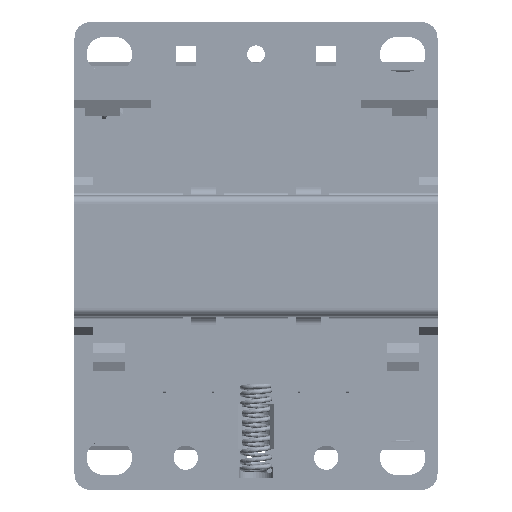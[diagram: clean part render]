
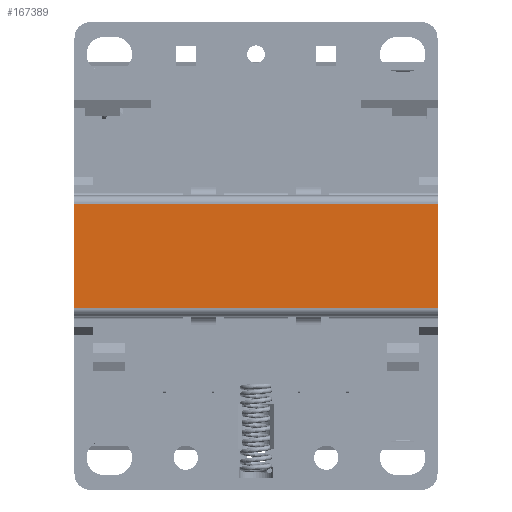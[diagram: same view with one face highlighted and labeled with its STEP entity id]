
A CAD part, front view. The second image highlights one B-rep face of the part: STEP entity #167389.
In plain terms, the highlighted planar face has unit normal (0, -1, 0).
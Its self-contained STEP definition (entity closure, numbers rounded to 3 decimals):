
#5384=DIRECTION('',(0.,0.,1.));
#5385=VECTOR('',#5384,13.);
#5386=CARTESIAN_POINT('',(0.,0.5,-35.5));
#5387=LINE('',#5386,#5385);
#20701=DIRECTION('',(0.,0.,1.));
#20702=VECTOR('',#20701,13.);
#20703=CARTESIAN_POINT('',(45.,0.5,-35.5));
#20704=LINE('',#20703,#20702);
#48895=DIRECTION('',(1.,0.,0.));
#48896=VECTOR('',#48895,45.);
#48897=CARTESIAN_POINT('',(0.,0.5,-22.5));
#48898=LINE('',#48897,#48896);
#48913=DIRECTION('',(-1.,0.,0.));
#48914=VECTOR('',#48913,45.);
#48915=CARTESIAN_POINT('',(45.,0.5,-35.5));
#48916=LINE('',#48915,#48914);
#88207=CARTESIAN_POINT('',(45.,0.5,-35.5));
#88208=CARTESIAN_POINT('',(0.,0.5,-35.5));
#88209=VERTEX_POINT('',#88207);
#88210=VERTEX_POINT('',#88208);
#88215=CARTESIAN_POINT('',(0.,0.5,-22.5));
#88216=CARTESIAN_POINT('',(45.,0.5,-22.5));
#88217=VERTEX_POINT('',#88215);
#88218=VERTEX_POINT('',#88216);
#167377=CARTESIAN_POINT('',(49.5,0.5,-36.5));
#167378=DIRECTION('',(0.,1.,0.));
#167379=DIRECTION('',(0.,0.,1.));
#167380=AXIS2_PLACEMENT_3D('',#167377,#167378,#167379);
#167381=PLANE('',#167380);
#167383=ORIENTED_EDGE('',*,*,#167382,.T.);
#167384=ORIENTED_EDGE('',*,*,#114851,.T.);
#167385=ORIENTED_EDGE('',*,*,#167369,.T.);
#167386=ORIENTED_EDGE('',*,*,#132930,.F.);
#167387=EDGE_LOOP('',(#167383,#167384,#167385,#167386));
#167388=FACE_OUTER_BOUND('',#167387,.F.);
#167389=ADVANCED_FACE('',(#167388),#167381,.F.);
#114851=EDGE_CURVE('',#88210,#88217,#5387,.T.);
#132930=EDGE_CURVE('',#88209,#88218,#20704,.T.);
#167369=EDGE_CURVE('',#88217,#88218,#48898,.T.);
#167382=EDGE_CURVE('',#88209,#88210,#48916,.T.);
